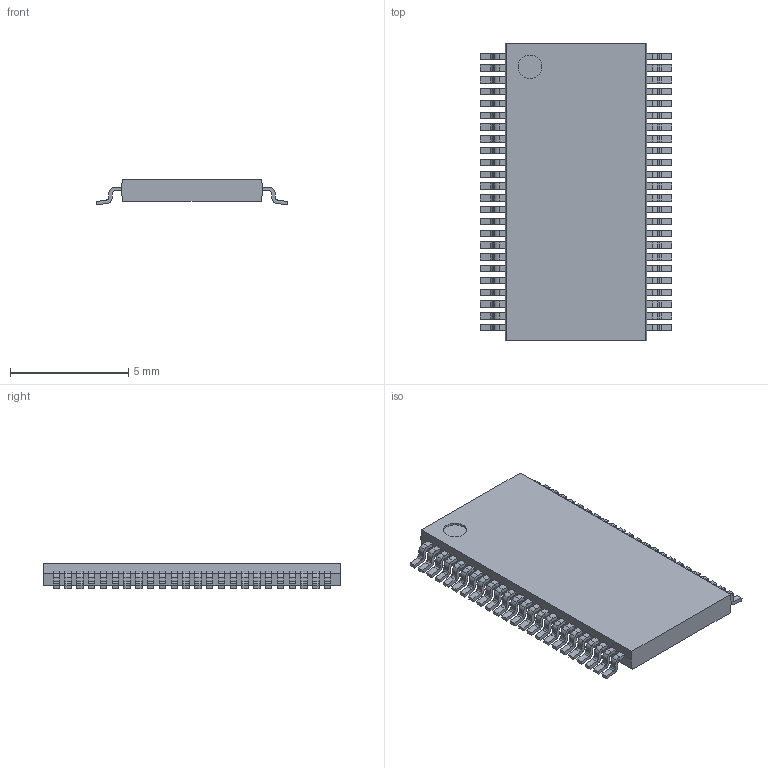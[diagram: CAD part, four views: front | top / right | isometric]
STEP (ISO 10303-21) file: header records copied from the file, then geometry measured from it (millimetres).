
FILE_DESCRIPTION((''),'2;1');
FILE_NAME('SOP50P810X110-48N.stp','2009-07-01T12:33:49',(''),(''),'Mechanical Desktop 2006','Mechanical Desktop 2006',', , ');
FILE_SCHEMA(('AUTOMOTIVE_DESIGN { 1 2 10303 214 0 1 1 1 }'));
Length unit declared in the file: millimetre
Products named in the file (1): Product
Bounding box: 8.12 x 12.6 x 1.1 mm (x, y, z)
Volume: 73.8 mm3; surface area: 245.6 mm2
Topology: 49 solids, 49 shells, 923 faces, 2493 edges, 1690 vertices
Faces by surface type: bspline 456, plane 273, cylinder 194
Entity records: 31630 total; most frequent: CARTESIAN_POINT 9150, ORIENTED_EDGE 4944, DIRECTION 4209, EDGE_CURVE 2472, VECTOR 1713, LINE 1713, VERTEX_POINT 1648, AXIS2_PLACEMENT_3D 1248
